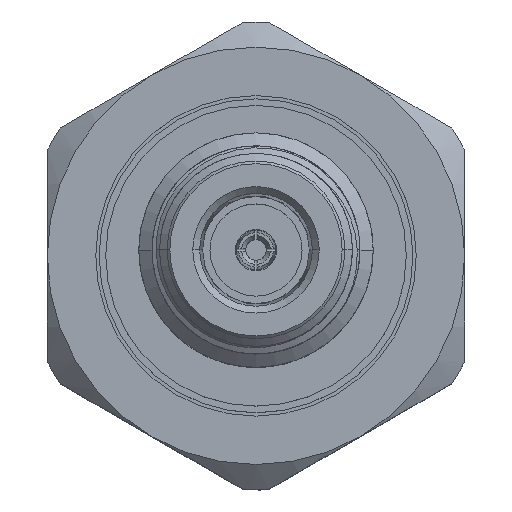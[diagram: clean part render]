
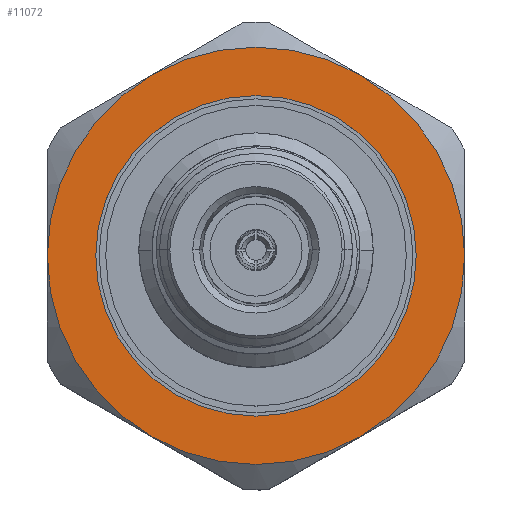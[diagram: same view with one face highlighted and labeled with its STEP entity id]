
A CAD part, top view. The second image highlights one B-rep face of the part: STEP entity #11072.
In plain terms, the highlighted face is planar.
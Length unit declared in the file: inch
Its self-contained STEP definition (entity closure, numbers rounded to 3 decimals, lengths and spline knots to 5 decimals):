
#113 = DIRECTION ( 'NONE',  ( 0., 0., 1. ) ) ;
#316 = DIRECTION ( 'NONE',  ( 0., 0., -1. ) ) ;
#630 = EDGE_LOOP ( 'NONE', ( #9200, #4672, #1647, #6087, #1705, #10834 ) ) ;
#780 = CARTESIAN_POINT ( 'NONE',  ( 0.563, 0., 0. ) ) ;
#937 = DIRECTION ( 'NONE',  ( -1., 0., 0. ) ) ;
#953 = AXIS2_PLACEMENT_3D ( 'NONE', #9152, #6410, #7264 ) ;
#1163 = VERTEX_POINT ( 'NONE', #3740 ) ;
#1246 = CARTESIAN_POINT ( 'NONE',  ( 0.563, 0., 0. ) ) ;
#1305 = EDGE_CURVE ( 'NONE', #1163, #3345, #9260, .T. ) ;
#1447 = CIRCLE ( 'NONE', #6870, 0.625 ) ;
#1647 = ORIENTED_EDGE ( 'NONE', *, *, #5985, .F. ) ;
#1667 = AXIS2_PLACEMENT_3D ( 'NONE', #1246, #4807, #10976 ) ;
#1705 = ORIENTED_EDGE ( 'NONE', *, *, #9566, .T. ) ;
#1996 = CIRCLE ( 'NONE', #8344, 0.625 ) ;
#2178 = EDGE_CURVE ( 'NONE', #6946, #3235, #7443, .T. ) ;
#2402 = CARTESIAN_POINT ( 'NONE',  ( 0.563, -0.54127, -0.3125 ) ) ;
#2695 = CARTESIAN_POINT ( 'NONE',  ( 0.563, 0.54127, -0.3125 ) ) ;
#2731 = CARTESIAN_POINT ( 'NONE',  ( 0.563, 0., 0. ) ) ;
#2876 = DIRECTION ( 'NONE',  ( 0., 0., -1. ) ) ;
#2910 = VERTEX_POINT ( 'NONE', #2695 ) ;
#3087 = EDGE_CURVE ( 'NONE', #3929, #8023, #7100, .T. ) ;
#3235 = VERTEX_POINT ( 'NONE', #5798 ) ;
#3345 = VERTEX_POINT ( 'NONE', #2402 ) ;
#3398 = AXIS2_PLACEMENT_3D ( 'NONE', #5429, #10697, #2876 ) ;
#3740 = CARTESIAN_POINT ( 'NONE',  ( 0.563, 0., -0.625 ) ) ;
#3784 = DIRECTION ( 'NONE',  ( 0., 0., 1. ) ) ;
#3929 = VERTEX_POINT ( 'NONE', #6133 ) ;
#4179 = AXIS2_PLACEMENT_3D ( 'NONE', #9125, #8263, #316 ) ;
#4412 = CARTESIAN_POINT ( 'NONE',  ( 0.563, -0.54127, 0.3125 ) ) ;
#4672 = ORIENTED_EDGE ( 'NONE', *, *, #11031, .F. ) ;
#4702 = DIRECTION ( 'NONE',  ( -1., 0., 0. ) ) ;
#4807 = DIRECTION ( 'NONE',  ( -1., 0., 0. ) ) ;
#5429 = CARTESIAN_POINT ( 'NONE',  ( 0.563, 0., 0. ) ) ;
#5798 = CARTESIAN_POINT ( 'NONE',  ( 0.563, 0.54127, 0.3125 ) ) ;
#5967 = CARTESIAN_POINT ( 'NONE',  ( 0.563, 0., 0. ) ) ;
#5985 = EDGE_CURVE ( 'NONE', #3345, #10306, #1447, .T. ) ;
#6087 = ORIENTED_EDGE ( 'NONE', *, *, #1305, .F. ) ;
#6133 = CARTESIAN_POINT ( 'NONE',  ( 0.563, 0., -0.48 ) ) ;
#6410 = DIRECTION ( 'NONE',  ( -1., 0., 0. ) ) ;
#6413 = EDGE_CURVE ( 'NONE', #3235, #2910, #1996, .T. ) ;
#6577 = PLANE ( 'NONE',  #1667 ) ;
#6870 = AXIS2_PLACEMENT_3D ( 'NONE', #7002, #8781, #7917 ) ;
#6894 = AXIS2_PLACEMENT_3D ( 'NONE', #780, #8675, #113 ) ;
#6932 = CARTESIAN_POINT ( 'NONE',  ( 0.563, 0., 0.625 ) ) ;
#6946 = VERTEX_POINT ( 'NONE', #6932 ) ;
#7002 = CARTESIAN_POINT ( 'NONE',  ( 0.563, 0., 0. ) ) ;
#7100 = CIRCLE ( 'NONE', #4179, 0.48 ) ;
#7110 = DIRECTION ( 'NONE',  ( 1., 0., 0. ) ) ;
#7264 = DIRECTION ( 'NONE',  ( 0., 0., 1. ) ) ;
#7443 = CIRCLE ( 'NONE', #6894, 0.625 ) ;
#7492 = FACE_BOUND ( 'NONE', #10378, .T. ) ;
#7513 = ORIENTED_EDGE ( 'NONE', *, *, #3087, .F. ) ;
#7524 = ORIENTED_EDGE ( 'NONE', *, *, #8031, .F. ) ;
#7684 = AXIS2_PLACEMENT_3D ( 'NONE', #2731, #7110, #7857 ) ;
#7857 = DIRECTION ( 'NONE',  ( 0., 0., -1. ) ) ;
#7917 = DIRECTION ( 'NONE',  ( 0., 0., 1. ) ) ;
#7945 = CARTESIAN_POINT ( 'NONE',  ( 0.563, 0., 0.48 ) ) ;
#8023 = VERTEX_POINT ( 'NONE', #7945 ) ;
#8031 = EDGE_CURVE ( 'NONE', #8023, #3929, #8872, .T. ) ;
#8161 = AXIS2_PLACEMENT_3D ( 'NONE', #8877, #4702, #3784 ) ;
#8263 = DIRECTION ( 'NONE',  ( 1., 0., 0. ) ) ;
#8344 = AXIS2_PLACEMENT_3D ( 'NONE', #5967, #937, #9466 ) ;
#8675 = DIRECTION ( 'NONE',  ( -1., 0., 0. ) ) ;
#8781 = DIRECTION ( 'NONE',  ( -1., 0., 0. ) ) ;
#8872 = CIRCLE ( 'NONE', #3398, 0.48 ) ;
#8877 = CARTESIAN_POINT ( 'NONE',  ( 0.563, 0., 0. ) ) ;
#8970 = CIRCLE ( 'NONE', #7684, 0.625 ) ;
#9094 = FACE_OUTER_BOUND ( 'NONE', #630, .T. ) ;
#9125 = CARTESIAN_POINT ( 'NONE',  ( 0.563, 0., 0. ) ) ;
#9152 = CARTESIAN_POINT ( 'NONE',  ( 0.563, 0., 0. ) ) ;
#9200 = ORIENTED_EDGE ( 'NONE', *, *, #2178, .F. ) ;
#9260 = CIRCLE ( 'NONE', #8161, 0.625 ) ;
#9466 = DIRECTION ( 'NONE',  ( 0., 0., 1. ) ) ;
#9566 = EDGE_CURVE ( 'NONE', #1163, #2910, #8970, .T. ) ;
#10306 = VERTEX_POINT ( 'NONE', #4412 ) ;
#10378 = EDGE_LOOP ( 'NONE', ( #7513, #7524 ) ) ;
#10590 = CIRCLE ( 'NONE', #953, 0.625 ) ;
#10697 = DIRECTION ( 'NONE',  ( 1., 0., 0. ) ) ;
#10834 = ORIENTED_EDGE ( 'NONE', *, *, #6413, .F. ) ;
#10976 = DIRECTION ( 'NONE',  ( 0., 0., 1. ) ) ;
#11031 = EDGE_CURVE ( 'NONE', #10306, #6946, #10590, .T. ) ;
#11072 = ADVANCED_FACE ( 'NONE', ( #7492, #9094 ), #6577, .F. ) ;
